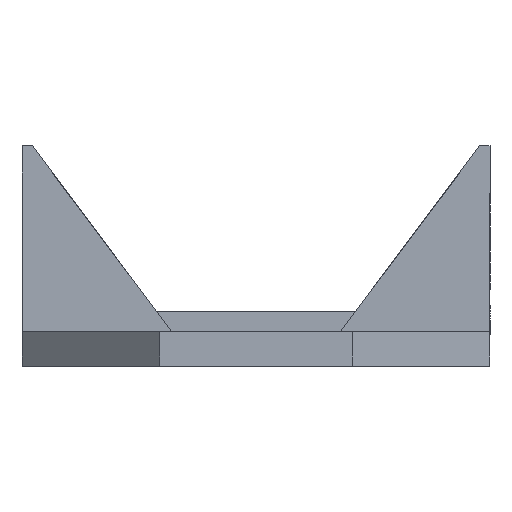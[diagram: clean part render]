
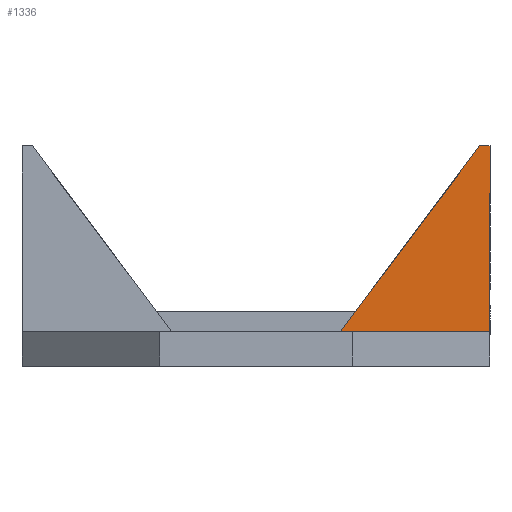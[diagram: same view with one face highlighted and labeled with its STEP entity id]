
A CAD part, front view. The second image highlights one B-rep face of the part: STEP entity #1336.
In plain terms, the highlighted planar face has unit normal (0, -1, 0).
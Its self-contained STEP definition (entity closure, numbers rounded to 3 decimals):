
#31 = LINE ( 'NONE', #2738, #152 ) ;
#109 = ORIENTED_EDGE ( 'NONE', *, *, #3214, .F. ) ;
#152 = VECTOR ( 'NONE', #3735, 1000. ) ;
#213 = ORIENTED_EDGE ( 'NONE', *, *, #1237, .T. ) ;
#255 = VERTEX_POINT ( 'NONE', #1538 ) ;
#284 = CARTESIAN_POINT ( 'NONE',  ( 12.25, -44., 3. ) ) ;
#412 = ORIENTED_EDGE ( 'NONE', *, *, #1244, .T. ) ;
#487 = LINE ( 'NONE', #1247, #2857 ) ;
#518 = CARTESIAN_POINT ( 'NONE',  ( 34., -44., 30. ) ) ;
#629 = CARTESIAN_POINT ( 'NONE',  ( 34., -44., 30. ) ) ;
#652 = DIRECTION ( 'NONE',  ( 0., 0., 1. ) ) ;
#659 = CARTESIAN_POINT ( 'NONE',  ( 32.5, -44., 30. ) ) ;
#673 = PLANE ( 'NONE',  #2552 ) ;
#894 = DIRECTION ( 'NONE',  ( -0.6, 0., -0.8 ) ) ;
#952 = VERTEX_POINT ( 'NONE', #659 ) ;
#988 = FACE_OUTER_BOUND ( 'NONE', #4002, .T. ) ;
#1237 = EDGE_CURVE ( 'NONE', #952, #1373, #3238, .T. ) ;
#1244 = EDGE_CURVE ( 'NONE', #1338, #952, #1529, .T. ) ;
#1247 = CARTESIAN_POINT ( 'NONE',  ( -34., -44., 3. ) ) ;
#1257 = DIRECTION ( 'NONE',  ( -1., 0., 0. ) ) ;
#1336 = ADVANCED_FACE ( 'NONE', ( #988 ), #673, .F. ) ;
#1338 = VERTEX_POINT ( 'NONE', #629 ) ;
#1373 = VERTEX_POINT ( 'NONE', #284 ) ;
#1529 = LINE ( 'NONE', #518, #3975 ) ;
#1538 = CARTESIAN_POINT ( 'NONE',  ( 34., -44., 3. ) ) ;
#1895 = CARTESIAN_POINT ( 'NONE',  ( 10., -44., 0. ) ) ;
#1969 = CARTESIAN_POINT ( 'NONE',  ( 0., -44., 0. ) ) ;
#2552 = AXIS2_PLACEMENT_3D ( 'NONE', #1969, #3028, #652 ) ;
#2614 = EDGE_CURVE ( 'NONE', #255, #1338, #31, .T. ) ;
#2738 = CARTESIAN_POINT ( 'NONE',  ( 34., -44., -2. ) ) ;
#2857 = VECTOR ( 'NONE', #3614, 1000. ) ;
#3028 = DIRECTION ( 'NONE',  ( 0., 1., 0. ) ) ;
#3091 = ORIENTED_EDGE ( 'NONE', *, *, #2614, .T. ) ;
#3214 = EDGE_CURVE ( 'NONE', #255, #1373, #487, .T. ) ;
#3238 = LINE ( 'NONE', #1895, #3903 ) ;
#3614 = DIRECTION ( 'NONE',  ( -1., 0., 0. ) ) ;
#3735 = DIRECTION ( 'NONE',  ( 0., 0., 1. ) ) ;
#3903 = VECTOR ( 'NONE', #894, 1000. ) ;
#3975 = VECTOR ( 'NONE', #1257, 1000. ) ;
#4002 = EDGE_LOOP ( 'NONE', ( #109, #3091, #412, #213 ) ) ;
